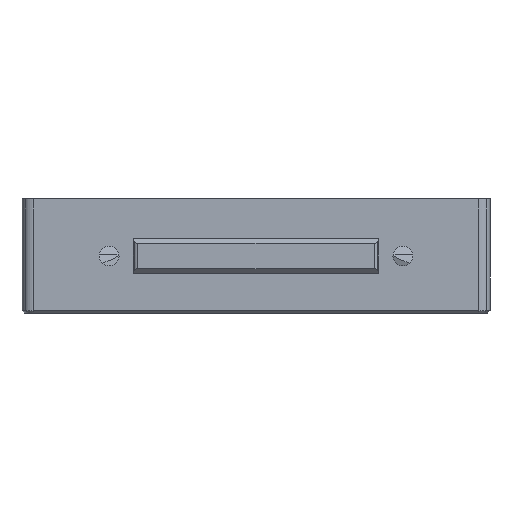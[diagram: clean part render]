
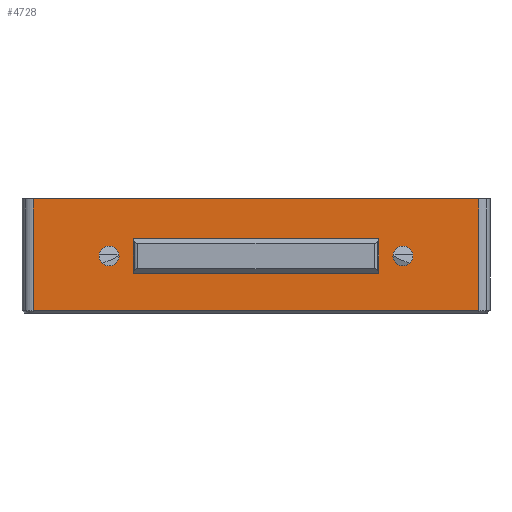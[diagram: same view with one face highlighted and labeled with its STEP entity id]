
A CAD part, front view. The second image highlights one B-rep face of the part: STEP entity #4728.
In plain terms, the highlighted planar face has unit normal (0, -1, 0).
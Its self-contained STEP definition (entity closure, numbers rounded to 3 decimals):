
#3 = CARTESIAN_POINT ( 'NONE',  ( 213.363, 393.634, 193.747 ) ) ;
#13 = DIRECTION ( 'NONE',  ( 0., 1., 0. ) ) ;
#93 = ORIENTED_EDGE ( 'NONE', *, *, #1678, .T. ) ;
#101 = DIRECTION ( 'NONE',  ( 1., 0., 0. ) ) ;
#225 = CIRCLE ( 'NONE', #3022, 1.75 ) ;
#446 = EDGE_CURVE ( 'NONE', #5028, #2489, #5086, .T. ) ;
#570 = CARTESIAN_POINT ( 'NONE',  ( 258.864, 393.634, 190.747 ) ) ;
#597 = DIRECTION ( 'NONE',  ( 1., 0., 0. ) ) ;
#709 = DIRECTION ( 'NONE',  ( 1., 0., 0. ) ) ;
#715 = FACE_BOUND ( 'NONE', #2434, .T. ) ;
#761 = FACE_BOUND ( 'NONE', #6436, .T. ) ;
#792 = EDGE_CURVE ( 'NONE', #1266, #4777, #7780, .T. ) ;
#797 = CARTESIAN_POINT ( 'NONE',  ( 207.363, 393.634, 190.747 ) ) ;
#800 = FACE_BOUND ( 'NONE', #7475, .T. ) ;
#978 = CARTESIAN_POINT ( 'NONE',  ( 273.863, 393.634, 181.147 ) ) ;
#1004 = ORIENTED_EDGE ( 'NONE', *, *, #5359, .F. ) ;
#1131 = ORIENTED_EDGE ( 'NONE', *, *, #4685, .F. ) ;
#1166 = DIRECTION ( 'NONE',  ( 1., 0., 0. ) ) ;
#1222 = ORIENTED_EDGE ( 'NONE', *, *, #8044, .T. ) ;
#1266 = VERTEX_POINT ( 'NONE', #2156 ) ;
#1292 = LINE ( 'NONE', #6637, #8484 ) ;
#1295 = DIRECTION ( 'NONE',  ( 0., -1., 0. ) ) ;
#1313 = AXIS2_PLACEMENT_3D ( 'NONE', #7221, #1792, #4553 ) ;
#1417 = CARTESIAN_POINT ( 'NONE',  ( 195.863, 393.634, 195.747 ) ) ;
#1452 = EDGE_LOOP ( 'NONE', ( #1131, #6581, #4942, #3954 ) ) ;
#1678 = EDGE_CURVE ( 'NONE', #2299, #4291, #4001, .T. ) ;
#1762 = DIRECTION ( 'NONE',  ( 0., 0., 1. ) ) ;
#1792 = DIRECTION ( 'NONE',  ( 0., 1., 0. ) ) ;
#1825 = AXIS2_PLACEMENT_3D ( 'NONE', #4350, #6965, #2144 ) ;
#1900 = VECTOR ( 'NONE', #6767, 1000. ) ;
#1961 = ORIENTED_EDGE ( 'NONE', *, *, #2317, .T. ) ;
#1979 = DIRECTION ( 'NONE',  ( 0., 1., 0. ) ) ;
#2063 = LINE ( 'NONE', #1417, #1900 ) ;
#2066 = DIRECTION ( 'NONE',  ( 0., 0., -1. ) ) ;
#2104 = CIRCLE ( 'NONE', #1825, 1.75 ) ;
#2110 = FACE_OUTER_BOUND ( 'NONE', #1452, .T. ) ;
#2144 = DIRECTION ( 'NONE',  ( 1., 0., 0. ) ) ;
#2156 = CARTESIAN_POINT ( 'NONE',  ( 273.863, 393.634, 200.747 ) ) ;
#2212 = CARTESIAN_POINT ( 'NONE',  ( 262.364, 393.634, 190.747 ) ) ;
#2265 = ORIENTED_EDGE ( 'NONE', *, *, #7133, .T. ) ;
#2299 = VERTEX_POINT ( 'NONE', #570 ) ;
#2317 = EDGE_CURVE ( 'NONE', #3241, #2749, #5532, .T. ) ;
#2434 = EDGE_LOOP ( 'NONE', ( #3662, #1222 ) ) ;
#2489 = VERTEX_POINT ( 'NONE', #797 ) ;
#2528 = DIRECTION ( 'NONE',  ( 0., 0., -1. ) ) ;
#2720 = CARTESIAN_POINT ( 'NONE',  ( 228.063, 393.634, 200.747 ) ) ;
#2749 = VERTEX_POINT ( 'NONE', #6067 ) ;
#2850 = VERTEX_POINT ( 'NONE', #6482 ) ;
#3022 = AXIS2_PLACEMENT_3D ( 'NONE', #7986, #1979, #101 ) ;
#3085 = CARTESIAN_POINT ( 'NONE',  ( 222.463, 393.634, 181.147 ) ) ;
#3208 = LINE ( 'NONE', #3085, #6727 ) ;
#3241 = VERTEX_POINT ( 'NONE', #7421 ) ;
#3414 = EDGE_CURVE ( 'NONE', #4415, #1266, #7197, .T. ) ;
#3662 = ORIENTED_EDGE ( 'NONE', *, *, #446, .T. ) ;
#3841 = ORIENTED_EDGE ( 'NONE', *, *, #4993, .T. ) ;
#3954 = ORIENTED_EDGE ( 'NONE', *, *, #8089, .F. ) ;
#3971 = LINE ( 'NONE', #6604, #4879 ) ;
#4001 = CIRCLE ( 'NONE', #4426, 1.75 ) ;
#4291 = VERTEX_POINT ( 'NONE', #2212 ) ;
#4350 = CARTESIAN_POINT ( 'NONE',  ( 260.614, 393.634, 190.747 ) ) ;
#4415 = VERTEX_POINT ( 'NONE', #7950 ) ;
#4426 = AXIS2_PLACEMENT_3D ( 'NONE', #7275, #13, #709 ) ;
#4553 = DIRECTION ( 'NONE',  ( 1., 0., 0. ) ) ;
#4685 = EDGE_CURVE ( 'NONE', #4777, #6107, #3208, .T. ) ;
#4728 = ADVANCED_FACE ( 'NONE', ( #715, #800, #761, #2110 ), #7281, .T. ) ;
#4777 = VERTEX_POINT ( 'NONE', #978 ) ;
#4785 = LINE ( 'NONE', #7454, #6750 ) ;
#4819 = CARTESIAN_POINT ( 'NONE',  ( 210.863, 393.634, 190.747 ) ) ;
#4879 = VECTOR ( 'NONE', #1166, 1000. ) ;
#4942 = ORIENTED_EDGE ( 'NONE', *, *, #3414, .F. ) ;
#4993 = EDGE_CURVE ( 'NONE', #4291, #2299, #2104, .T. ) ;
#5028 = VERTEX_POINT ( 'NONE', #4819 ) ;
#5086 = CIRCLE ( 'NONE', #1313, 1.75 ) ;
#5359 = EDGE_CURVE ( 'NONE', #3241, #2850, #4785, .T. ) ;
#5522 = DIRECTION ( 'NONE',  ( 0., 0., 1. ) ) ;
#5532 = LINE ( 'NONE', #8211, #6800 ) ;
#5622 = VERTEX_POINT ( 'NONE', #3 ) ;
#5679 = VECTOR ( 'NONE', #2528, 1000. ) ;
#5739 = AXIS2_PLACEMENT_3D ( 'NONE', #2720, #1295, #2066 ) ;
#5754 = DIRECTION ( 'NONE',  ( -1., 0., 0. ) ) ;
#5980 = ORIENTED_EDGE ( 'NONE', *, *, #7934, .T. ) ;
#6067 = CARTESIAN_POINT ( 'NONE',  ( 213.363, 393.634, 187.747 ) ) ;
#6107 = VERTEX_POINT ( 'NONE', #7695 ) ;
#6436 = EDGE_LOOP ( 'NONE', ( #2265, #1004, #1961, #5980 ) ) ;
#6482 = CARTESIAN_POINT ( 'NONE',  ( 256.364, 393.634, 193.747 ) ) ;
#6581 = ORIENTED_EDGE ( 'NONE', *, *, #792, .F. ) ;
#6604 = CARTESIAN_POINT ( 'NONE',  ( 244.463, 393.634, 193.747 ) ) ;
#6637 = CARTESIAN_POINT ( 'NONE',  ( 213.363, 393.634, 180.747 ) ) ;
#6727 = VECTOR ( 'NONE', #5754, 1000. ) ;
#6750 = VECTOR ( 'NONE', #5522, 1000. ) ;
#6767 = DIRECTION ( 'NONE',  ( 0., 0., 1. ) ) ;
#6800 = VECTOR ( 'NONE', #8340, 1000. ) ;
#6965 = DIRECTION ( 'NONE',  ( 0., 1., 0. ) ) ;
#7133 = EDGE_CURVE ( 'NONE', #5622, #2850, #3971, .T. ) ;
#7197 = LINE ( 'NONE', #7239, #7301 ) ;
#7221 = CARTESIAN_POINT ( 'NONE',  ( 209.113, 393.634, 190.747 ) ) ;
#7239 = CARTESIAN_POINT ( 'NONE',  ( 257.363, 393.634, 200.747 ) ) ;
#7275 = CARTESIAN_POINT ( 'NONE',  ( 260.614, 393.634, 190.747 ) ) ;
#7281 = PLANE ( 'NONE',  #5739 ) ;
#7301 = VECTOR ( 'NONE', #597, 1000. ) ;
#7421 = CARTESIAN_POINT ( 'NONE',  ( 256.364, 393.634, 187.747 ) ) ;
#7454 = CARTESIAN_POINT ( 'NONE',  ( 256.364, 393.634, 180.747 ) ) ;
#7475 = EDGE_LOOP ( 'NONE', ( #3841, #93 ) ) ;
#7695 = CARTESIAN_POINT ( 'NONE',  ( 195.863, 393.634, 181.147 ) ) ;
#7780 = LINE ( 'NONE', #8533, #5679 ) ;
#7934 = EDGE_CURVE ( 'NONE', #2749, #5622, #1292, .T. ) ;
#7950 = CARTESIAN_POINT ( 'NONE',  ( 195.863, 393.634, 200.747 ) ) ;
#7986 = CARTESIAN_POINT ( 'NONE',  ( 209.113, 393.634, 190.747 ) ) ;
#8044 = EDGE_CURVE ( 'NONE', #2489, #5028, #225, .T. ) ;
#8089 = EDGE_CURVE ( 'NONE', #6107, #4415, #2063, .T. ) ;
#8211 = CARTESIAN_POINT ( 'NONE',  ( 209.963, 393.634, 187.747 ) ) ;
#8340 = DIRECTION ( 'NONE',  ( -1., 0., 0. ) ) ;
#8484 = VECTOR ( 'NONE', #1762, 1000. ) ;
#8533 = CARTESIAN_POINT ( 'NONE',  ( 273.863, 393.634, 190.747 ) ) ;
